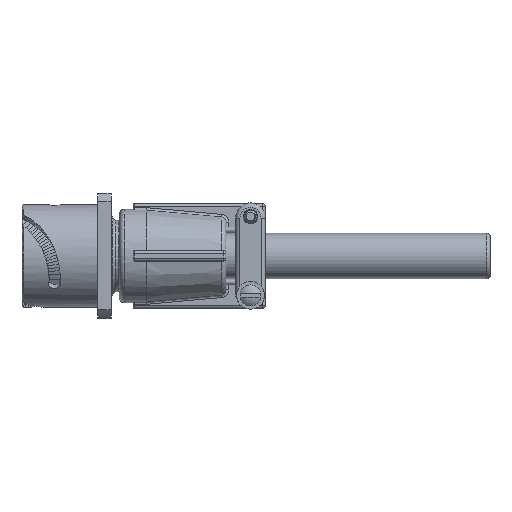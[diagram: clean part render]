
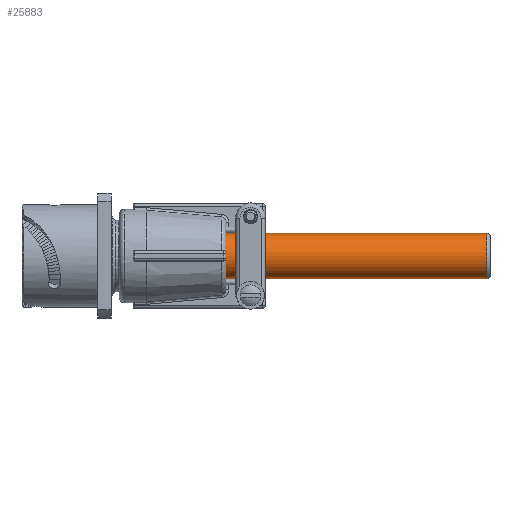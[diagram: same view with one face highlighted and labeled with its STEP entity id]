
A CAD part, top view. The second image highlights one B-rep face of the part: STEP entity #25883.
In plain terms, the highlighted cylindrical face has radius 5.45 mm (diameter 10.9 mm), a partial arc.
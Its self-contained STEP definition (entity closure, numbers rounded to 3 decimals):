
#6334=CARTESIAN_POINT('',(47.42,0.,0.));
#6335=DIRECTION('',(1.,0.,0.));
#6336=DIRECTION('',(0.,1.,0.));
#6337=AXIS2_PLACEMENT_3D('',#6334,#6335,#6336);
#6443=CARTESIAN_POINT('',(111.653,0.,0.));
#6444=DIRECTION('',(1.,0.,0.));
#6445=DIRECTION('',(0.,1.,0.));
#6446=AXIS2_PLACEMENT_3D('',#6443,#6444,#6445);
#6448=DIRECTION('',(-1.,0.,0.));
#6449=VECTOR('',#6448,64.233);
#6450=CARTESIAN_POINT('',(111.653,5.45,0.));
#6451=LINE('2275',#6450,#6449);
#6452=DIRECTION('',(-1.,0.,0.));
#6453=VECTOR('',#6452,64.233);
#6454=CARTESIAN_POINT('',(111.653,-5.45,0.));
#6455=LINE('2276',#6454,#6453);
#13190=CARTESIAN_POINT('',(111.653,5.45,0.));
#13191=CARTESIAN_POINT('',(47.42,5.45,0.));
#13192=VERTEX_POINT('',#13190);
#13193=VERTEX_POINT('',#13191);
#13194=CARTESIAN_POINT('',(111.653,-5.45,0.));
#13195=CARTESIAN_POINT('',(47.42,-5.45,0.));
#13196=VERTEX_POINT('',#13194);
#13197=VERTEX_POINT('',#13195);
#25869=CARTESIAN_POINT('',(42.07,0.,0.));
#25870=DIRECTION('',(1.,0.,0.));
#25871=DIRECTION('',(0.,-1.,0.));
#25872=AXIS2_PLACEMENT_3D('',#25869,#25870,#25871);
#25873=CYLINDRICAL_SURFACE('633',#25872,5.45);
#25875=ORIENTED_EDGE('2275',*,*,#25874,.F.);
#25877=ORIENTED_EDGE('2284',*,*,#25876,.T.);
#25879=ORIENTED_EDGE('2276',*,*,#25878,.T.);
#25880=ORIENTED_EDGE('2279',*,*,#25661,.F.);
#25881=EDGE_LOOP('633',(#25875,#25877,#25879,#25880));
#25882=FACE_OUTER_BOUND('633',#25881,.F.);
#6338=CIRCLE('2279',#6337,5.45);
#6447=CIRCLE('2284',#6446,5.45);
#25661=EDGE_CURVE('2279',#13193,#13197,#6338,.T.);
#25874=EDGE_CURVE('2275',#13192,#13193,#6451,.T.);
#25876=EDGE_CURVE('2284',#13192,#13196,#6447,.T.);
#25878=EDGE_CURVE('2276',#13196,#13197,#6455,.T.);
#25883=ADVANCED_FACE('633',(#25882),#25873,.T.);
